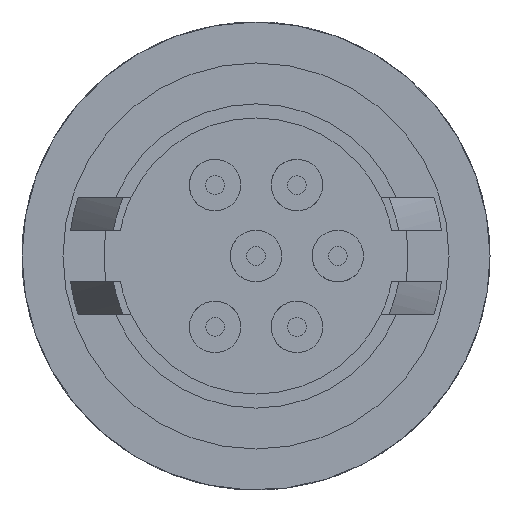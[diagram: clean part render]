
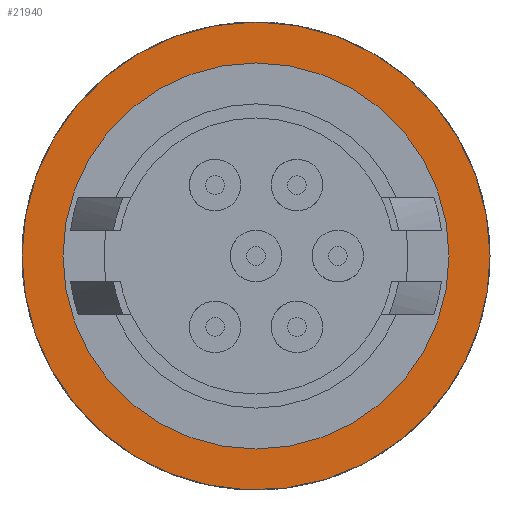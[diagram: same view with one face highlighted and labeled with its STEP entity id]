
A CAD part, front view. The second image highlights one B-rep face of the part: STEP entity #21940.
In plain terms, the highlighted planar face has unit normal (0, -1, 0).
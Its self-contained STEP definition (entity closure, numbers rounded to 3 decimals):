
#21350=CARTESIAN_POINT('',(20.154,12.83,0.));
#21360=VERTEX_POINT('',#21350);
#21460=CARTESIAN_POINT('',(0.154,12.83,
0.));
#21470=VERTEX_POINT('',#21460);
#21500=CARTESIAN_POINT('',(10.154,12.83,0.));
#21510=DIRECTION('',(0.,1.,0.));
#21520=DIRECTION('',(-1.,0.,0.));
#21530=AXIS2_PLACEMENT_3D('',#21500,#21510,#21520);
#21540=CIRCLE('',#21530,10.);
#21550=CARTESIAN_POINT('',(17.404,12.83,-6.887)
);
#21560=VERTEX_POINT('',#21550);
#21570=EDGE_CURVE('',#21560,#21470,#21540,.T.);
#21590=EDGE_CURVE('',#21360,#21560,#21540,.T.);
#21640=CARTESIAN_POINT('',(19.279,12.83,0.));
#21650=DIRECTION('',(-0.,-1.,-0.));
#21660=DIRECTION('',(-1.,0.,0.));
#21670=AXIS2_PLACEMENT_3D('',#21640,#21650,#21660);
#21680=PLANE('',#21670);
#21690=CARTESIAN_POINT('',(10.154,12.83,0.));
#21700=DIRECTION('',(0.,1.,0.));
#21710=DIRECTION('',(1.,0.,0.));
#21720=AXIS2_PLACEMENT_3D('',#21690,#21700,#21710);
#21730=CIRCLE('',#21720,8.25);
#21740=CARTESIAN_POINT('',(1.904,12.83,
0.));
#21750=VERTEX_POINT('',#21740);
#21760=CARTESIAN_POINT('',(18.404,12.83,0.));
#21770=VERTEX_POINT('',#21760);
#21780=EDGE_CURVE('',#21750,#21770,#21730,.T.);
#21790=ORIENTED_EDGE('',*,*,#21780,.T.);
#21800=CARTESIAN_POINT('',(10.154,12.83,-8.25));
#21810=VERTEX_POINT('',#21800);
#21820=EDGE_CURVE('',#21810,#21750,#21730,.T.);
#21830=ORIENTED_EDGE('',*,*,#21820,.T.);
#21840=EDGE_CURVE('',#21770,#21810,#21730,.T.);
#21850=ORIENTED_EDGE('',*,*,#21840,.T.);
#21860=EDGE_LOOP('',(#21850,#21830,#21790));
#21870=FACE_BOUND('',#21860,.T.);
#21880=ORIENTED_EDGE('',*,*,#21570,.F.);
#21890=EDGE_CURVE('',#21470,#21360,#21540,.T.);
#21900=ORIENTED_EDGE('',*,*,#21890,.F.);
#21910=ORIENTED_EDGE('',*,*,#21590,.F.);
#21920=EDGE_LOOP('',(#21910,#21900,#21880));
#21930=FACE_OUTER_BOUND('',#21920,.T.);
#21940=ADVANCED_FACE('',(#21870,#21930),#21680,.T.);
